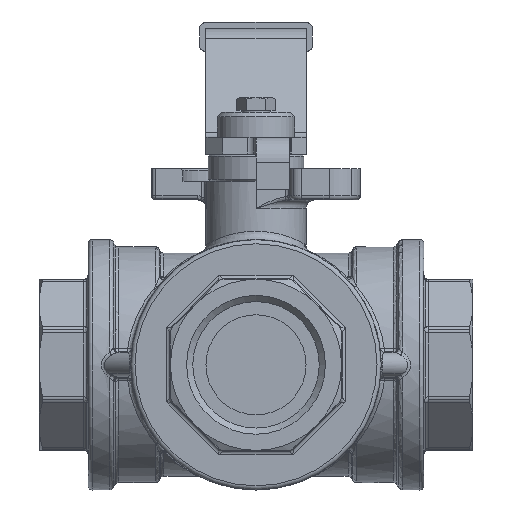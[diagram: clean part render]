
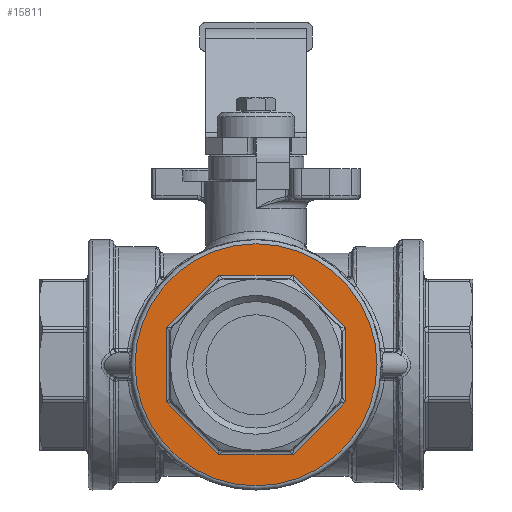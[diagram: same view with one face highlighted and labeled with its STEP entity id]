
A CAD part, front view. The second image highlights one B-rep face of the part: STEP entity #15811.
In plain terms, the highlighted planar face has unit normal (0, -1, 0).
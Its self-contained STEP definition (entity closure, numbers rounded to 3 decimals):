
#15722=CARTESIAN_POINT('',(28.75,-40.25,0.));
#15723=DIRECTION('',(0.,-1.,0.));
#15724=DIRECTION('',(0.,0.,-1.));
#15725=AXIS2_PLACEMENT_3D('',#15722,#15723,#15724);
#15726=PLANE('',#15725);
#15727=CARTESIAN_POINT('',(0.,-40.25,29.));
#15728=VERTEX_POINT('',#15727);
#15729=CARTESIAN_POINT('',(-0.,-40.25,-29.));
#15730=VERTEX_POINT('',#15729);
#15731=CARTESIAN_POINT('',(0.,-40.25,0.));
#15732=DIRECTION('',(-0.,1.,-0.));
#15733=DIRECTION('',(0.,0.,-1.));
#15734=AXIS2_PLACEMENT_3D('',#15731,#15732,#15733);
#15735=CIRCLE('',#15734,29.);
#15736=EDGE_CURVE('',#15728,#15730,#15735,.T.);
#15737=ORIENTED_EDGE('',*,*,#15736,.F.);
#15738=CARTESIAN_POINT('',(0.,-40.25,0.));
#15739=DIRECTION('',(-0.,1.,-0.));
#15740=DIRECTION('',(0.,0.,-1.));
#15741=AXIS2_PLACEMENT_3D('',#15738,#15739,#15740);
#15742=CIRCLE('',#15741,29.);
#15743=EDGE_CURVE('',#15730,#15728,#15742,.T.);
#15744=ORIENTED_EDGE('',*,*,#15743,.F.);
#15745=EDGE_LOOP('',(#15737,#15744));
#15746=FACE_BOUND('',#15745,.T.);
#15747=CARTESIAN_POINT('',(21.5,-40.25,-8.906));
#15748=VERTEX_POINT('',#15747);
#15749=CARTESIAN_POINT('',(21.5,-40.25,8.906));
#15750=VERTEX_POINT('',#15749);
#15751=CARTESIAN_POINT('',(21.5,-40.25,-8.906));
#15752=DIRECTION('',(-0.,-0.,1.));
#15753=VECTOR('',#15752,17.811);
#15754=LINE('',#15751,#15753);
#15755=EDGE_CURVE('',#15748,#15750,#15754,.T.);
#15756=ORIENTED_EDGE('',*,*,#15755,.F.);
#15757=CARTESIAN_POINT('',(8.906,-40.25,-21.5));
#15758=VERTEX_POINT('',#15757);
#15759=CARTESIAN_POINT('',(8.906,-40.25,-21.5));
#15760=DIRECTION('',(0.707,0.,0.707));
#15761=VECTOR('',#15760,17.811);
#15762=LINE('',#15759,#15761);
#15763=EDGE_CURVE('',#15758,#15748,#15762,.T.);
#15764=ORIENTED_EDGE('',*,*,#15763,.F.);
#15765=CARTESIAN_POINT('',(-8.906,-40.25,-21.5));
#15766=VERTEX_POINT('',#15765);
#15767=CARTESIAN_POINT('',(-8.906,-40.25,-21.5));
#15768=DIRECTION('',(1.,0.,0.));
#15769=VECTOR('',#15768,17.811);
#15770=LINE('',#15767,#15769);
#15771=EDGE_CURVE('',#15766,#15758,#15770,.T.);
#15772=ORIENTED_EDGE('',*,*,#15771,.F.);
#15773=CARTESIAN_POINT('',(-21.5,-40.25,-8.906));
#15774=VERTEX_POINT('',#15773);
#15775=CARTESIAN_POINT('',(-21.5,-40.25,-8.906));
#15776=DIRECTION('',(0.707,0.,-0.707));
#15777=VECTOR('',#15776,17.811);
#15778=LINE('',#15775,#15777);
#15779=EDGE_CURVE('',#15774,#15766,#15778,.T.);
#15780=ORIENTED_EDGE('',*,*,#15779,.F.);
#15781=CARTESIAN_POINT('',(-21.5,-40.25,8.906));
#15782=VERTEX_POINT('',#15781);
#15783=CARTESIAN_POINT('',(-21.5,-40.25,8.906));
#15784=DIRECTION('',(0.,0.,-1.));
#15785=VECTOR('',#15784,17.811);
#15786=LINE('',#15783,#15785);
#15787=EDGE_CURVE('',#15782,#15774,#15786,.T.);
#15788=ORIENTED_EDGE('',*,*,#15787,.F.);
#15789=CARTESIAN_POINT('',(-8.906,-40.25,21.5));
#15790=VERTEX_POINT('',#15789);
#15791=CARTESIAN_POINT('',(-8.906,-40.25,21.5));
#15792=CARTESIAN_POINT('',(-21.5,-40.25,8.906));
#15793=B_SPLINE_CURVE_WITH_KNOTS('',1,(#15791,#15792),.UNSPECIFIED.,.F.,.F.,(2,2),(0.,17.811),.UNSPECIFIED.);
#15794=EDGE_CURVE('',#15790,#15782,#15793,.T.);
#15795=ORIENTED_EDGE('',*,*,#15794,.F.);
#15796=CARTESIAN_POINT('',(8.906,-40.25,21.5));
#15797=VERTEX_POINT('',#15796);
#15798=CARTESIAN_POINT('',(8.906,-40.25,21.5));
#15799=DIRECTION('',(-1.,-0.,-0.));
#15800=VECTOR('',#15799,17.811);
#15801=LINE('',#15798,#15800);
#15802=EDGE_CURVE('',#15797,#15790,#15801,.T.);
#15803=ORIENTED_EDGE('',*,*,#15802,.F.);
#15804=CARTESIAN_POINT('',(21.5,-40.25,8.906));
#15805=CARTESIAN_POINT('',(8.906,-40.25,21.5));
#15806=B_SPLINE_CURVE_WITH_KNOTS('',1,(#15804,#15805),.UNSPECIFIED.,.F.,.F.,(2,2),(0.,17.811),.UNSPECIFIED.);
#15807=EDGE_CURVE('',#15750,#15797,#15806,.T.);
#15808=ORIENTED_EDGE('',*,*,#15807,.F.);
#15809=EDGE_LOOP('',(#15756,#15764,#15772,#15780,#15788,#15795,#15803,#15808));
#15810=FACE_BOUND('',#15809,.T.);
#15811=ADVANCED_FACE('',(#15746,#15810),#15726,.T.);
